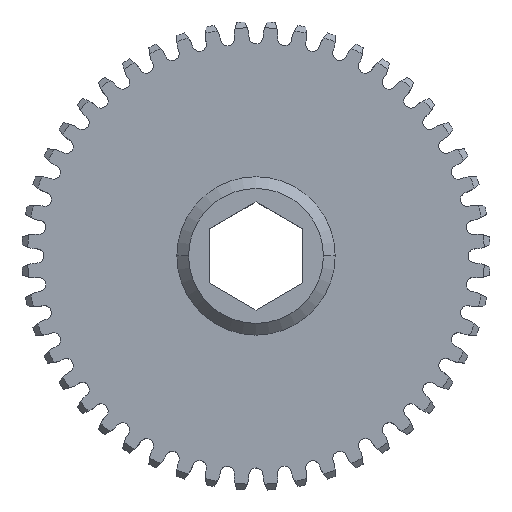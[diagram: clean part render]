
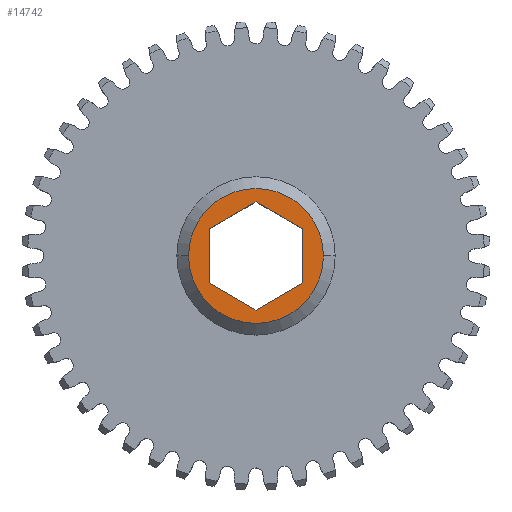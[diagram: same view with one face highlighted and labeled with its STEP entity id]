
A CAD part, top view. The second image highlights one B-rep face of the part: STEP entity #14742.
In plain terms, the highlighted planar face has unit normal (0, 0, 1).
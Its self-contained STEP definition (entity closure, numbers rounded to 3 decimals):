
#246 = ORIENTED_EDGE ( 'NONE', *, *, #19927, .F. ) ;
#787 = ORIENTED_EDGE ( 'NONE', *, *, #18940, .F. ) ;
#807 = VERTEX_POINT ( 'NONE', #18837 ) ;
#1000 = VECTOR ( 'NONE', #1557, 1000. ) ;
#1509 = CARTESIAN_POINT ( 'NONE',  ( 6.35, -3.666, 6.35 ) ) ;
#1557 = DIRECTION ( 'NONE',  ( -0.866, -0.5, 0. ) ) ;
#1617 = DIRECTION ( 'NONE',  ( 0.866, 0.5, 0. ) ) ;
#1640 = ORIENTED_EDGE ( 'NONE', *, *, #8765, .F. ) ;
#1840 = VECTOR ( 'NONE', #11022, 1000. ) ;
#2111 = EDGE_CURVE ( 'NONE', #14211, #22470, #10793, .T. ) ;
#2181 = LINE ( 'NONE', #4967, #11764 ) ;
#2986 = DIRECTION ( 'NONE',  ( 0.866, -0.5, 0. ) ) ;
#3067 = DIRECTION ( 'NONE',  ( -1., 0., 0. ) ) ;
#3566 = DIRECTION ( 'NONE',  ( 0., 1., 0. ) ) ;
#4167 = PLANE ( 'NONE',  #9937 ) ;
#4531 = ORIENTED_EDGE ( 'NONE', *, *, #17770, .F. ) ;
#4842 = CARTESIAN_POINT ( 'NONE',  ( 0., 0., 6.35 ) ) ;
#4967 = CARTESIAN_POINT ( 'NONE',  ( 3.175, 5.499, 6.35 ) ) ;
#5118 = LINE ( 'NONE', #12321, #1000 ) ;
#5506 = AXIS2_PLACEMENT_3D ( 'NONE', #15201, #9871, #11526 ) ;
#6001 = CARTESIAN_POINT ( 'NONE',  ( -6.35, -3.666, 6.35 ) ) ;
#7018 = EDGE_CURVE ( 'NONE', #14442, #807, #10645, .T. ) ;
#7464 = EDGE_CURVE ( 'NONE', #807, #21936, #2181, .T. ) ;
#8631 = ORIENTED_EDGE ( 'NONE', *, *, #7018, .F. ) ;
#8765 = EDGE_CURVE ( 'NONE', #16819, #18411, #19097, .T. ) ;
#8935 = FACE_BOUND ( 'NONE', #13690, .T. ) ;
#9871 = DIRECTION ( 'NONE',  ( 0., 0., -1. ) ) ;
#9937 = AXIS2_PLACEMENT_3D ( 'NONE', #22142, #17945, #23150 ) ;
#10426 = LINE ( 'NONE', #19197, #15101 ) ;
#10645 = LINE ( 'NONE', #21548, #19342 ) ;
#10793 = LINE ( 'NONE', #18139, #1840 ) ;
#11022 = DIRECTION ( 'NONE',  ( 0., -1., 0. ) ) ;
#11526 = DIRECTION ( 'NONE',  ( -1., 0., 0. ) ) ;
#11764 = VECTOR ( 'NONE', #15846, 1000. ) ;
#12321 = CARTESIAN_POINT ( 'NONE',  ( -3.175, 5.499, 6.35 ) ) ;
#13690 = EDGE_LOOP ( 'NONE', ( #246, #21341, #787, #18474, #8631, #14203 ) ) ;
#14203 = ORIENTED_EDGE ( 'NONE', *, *, #21750, .F. ) ;
#14211 = VERTEX_POINT ( 'NONE', #16439 ) ;
#14442 = VERTEX_POINT ( 'NONE', #1509 ) ;
#14506 = CARTESIAN_POINT ( 'NONE',  ( 3.175, -5.499, 6.35 ) ) ;
#14628 = EDGE_LOOP ( 'NONE', ( #1640, #4531 ) ) ;
#14742 = ADVANCED_FACE ( 'NONE', ( #8935, #21489 ), #4167, .T. ) ;
#15101 = VECTOR ( 'NONE', #2986, 1000. ) ;
#15201 = CARTESIAN_POINT ( 'NONE',  ( 0., 0., 6.35 ) ) ;
#15748 = CARTESIAN_POINT ( 'NONE',  ( 0., 7.332, 6.35 ) ) ;
#15846 = DIRECTION ( 'NONE',  ( -0.866, 0.5, 0. ) ) ;
#16163 = AXIS2_PLACEMENT_3D ( 'NONE', #4842, #20932, #3067 ) ;
#16298 = VECTOR ( 'NONE', #1617, 1000. ) ;
#16439 = CARTESIAN_POINT ( 'NONE',  ( -6.35, 3.666, 6.35 ) ) ;
#16819 = VERTEX_POINT ( 'NONE', #20980 ) ;
#17770 = EDGE_CURVE ( 'NONE', #18411, #16819, #21441, .T. ) ;
#17834 = LINE ( 'NONE', #14506, #16298 ) ;
#17945 = DIRECTION ( 'NONE',  ( 0., 0., 1. ) ) ;
#18139 = CARTESIAN_POINT ( 'NONE',  ( -6.35, 0., 6.35 ) ) ;
#18399 = CARTESIAN_POINT ( 'NONE',  ( 0., -7.332, 6.35 ) ) ;
#18411 = VERTEX_POINT ( 'NONE', #22888 ) ;
#18474 = ORIENTED_EDGE ( 'NONE', *, *, #7464, .F. ) ;
#18837 = CARTESIAN_POINT ( 'NONE',  ( 6.35, 3.666, 6.35 ) ) ;
#18940 = EDGE_CURVE ( 'NONE', #21936, #14211, #5118, .T. ) ;
#19097 = CIRCLE ( 'NONE', #5506, 9.144 ) ;
#19197 = CARTESIAN_POINT ( 'NONE',  ( -3.175, -5.499, 6.35 ) ) ;
#19342 = VECTOR ( 'NONE', #3566, 1000. ) ;
#19927 = EDGE_CURVE ( 'NONE', #22470, #22725, #10426, .T. ) ;
#20932 = DIRECTION ( 'NONE',  ( 0., 0., -1. ) ) ;
#20980 = CARTESIAN_POINT ( 'NONE',  ( -9.144, 0., 6.35 ) ) ;
#21341 = ORIENTED_EDGE ( 'NONE', *, *, #2111, .F. ) ;
#21441 = CIRCLE ( 'NONE', #16163, 9.144 ) ;
#21489 = FACE_OUTER_BOUND ( 'NONE', #14628, .T. ) ;
#21548 = CARTESIAN_POINT ( 'NONE',  ( 6.35, 0., 6.35 ) ) ;
#21750 = EDGE_CURVE ( 'NONE', #22725, #14442, #17834, .T. ) ;
#21936 = VERTEX_POINT ( 'NONE', #15748 ) ;
#22142 = CARTESIAN_POINT ( 'NONE',  ( 0., 0., 6.35 ) ) ;
#22470 = VERTEX_POINT ( 'NONE', #6001 ) ;
#22725 = VERTEX_POINT ( 'NONE', #18399 ) ;
#22888 = CARTESIAN_POINT ( 'NONE',  ( 9.144, 0., 6.35 ) ) ;
#23150 = DIRECTION ( 'NONE',  ( 1., 0., 0. ) ) ;
